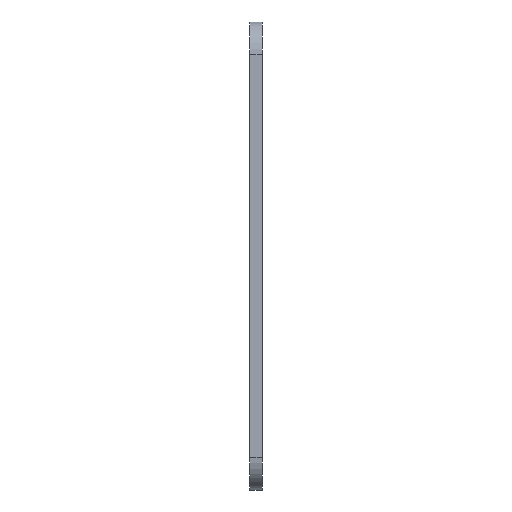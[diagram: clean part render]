
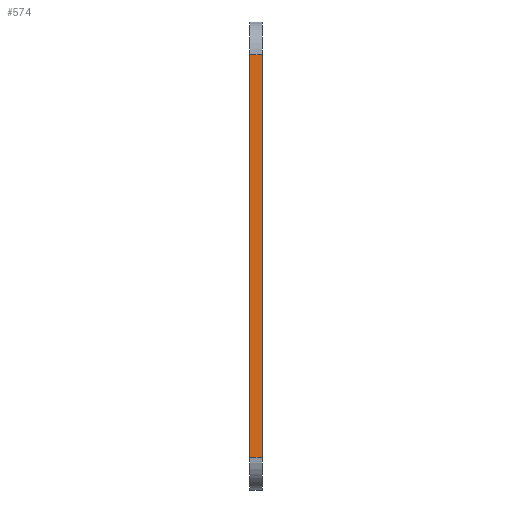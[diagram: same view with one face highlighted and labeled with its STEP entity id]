
A CAD part, left-side view. The second image highlights one B-rep face of the part: STEP entity #574.
In plain terms, the highlighted planar face has unit normal (-1, 0, 0).
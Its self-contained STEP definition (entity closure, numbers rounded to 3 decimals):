
#34 = EDGE_CURVE ( 'NONE', #488, #504, #670, .T. ) ;
#40 = CARTESIAN_POINT ( 'NONE',  ( -45., 0., 25.825 ) ) ;
#43 = CARTESIAN_POINT ( 'NONE',  ( -45., 1.59, -25.825 ) ) ;
#49 = EDGE_CURVE ( 'NONE', #504, #728, #635, .T. ) ;
#54 = EDGE_LOOP ( 'NONE', ( #694, #520, #254, #123 ) ) ;
#57 = VECTOR ( 'NONE', #107, 1000. ) ;
#94 = CARTESIAN_POINT ( 'NONE',  ( -45., 1.59, 25.825 ) ) ;
#102 = CARTESIAN_POINT ( 'NONE',  ( -45., 1.59, -25.825 ) ) ;
#107 = DIRECTION ( 'NONE',  ( 0., -1., 0. ) ) ;
#123 = ORIENTED_EDGE ( 'NONE', *, *, #34, .T. ) ;
#126 = VECTOR ( 'NONE', #341, 1000. ) ;
#162 = DIRECTION ( 'NONE',  ( 0., 0., 1. ) ) ;
#166 = DIRECTION ( 'NONE',  ( 0., 0., -1. ) ) ;
#254 = ORIENTED_EDGE ( 'NONE', *, *, #537, .F. ) ;
#257 = VECTOR ( 'NONE', #162, 1000. ) ;
#341 = DIRECTION ( 'NONE',  ( 0., -1., 0. ) ) ;
#471 = CARTESIAN_POINT ( 'NONE',  ( -45., 0., -25.825 ) ) ;
#474 = FACE_OUTER_BOUND ( 'NONE', #54, .T. ) ;
#477 = CARTESIAN_POINT ( 'NONE',  ( -45., 1.59, -25.825 ) ) ;
#488 = VERTEX_POINT ( 'NONE', #43 ) ;
#504 = VERTEX_POINT ( 'NONE', #471 ) ;
#520 = ORIENTED_EDGE ( 'NONE', *, *, #569, .F. ) ;
#535 = CARTESIAN_POINT ( 'NONE',  ( -45., 0., -25.825 ) ) ;
#537 = EDGE_CURVE ( 'NONE', #488, #802, #810, .T. ) ;
#569 = EDGE_CURVE ( 'NONE', #802, #728, #594, .T. ) ;
#574 = ADVANCED_FACE ( 'NONE', ( #474 ), #817, .F. ) ;
#594 = LINE ( 'NONE', #601, #57 ) ;
#595 = AXIS2_PLACEMENT_3D ( 'NONE', #731, #606, #166 ) ;
#601 = CARTESIAN_POINT ( 'NONE',  ( -45., 1.59, 25.825 ) ) ;
#606 = DIRECTION ( 'NONE',  ( 1., 0., 0. ) ) ;
#617 = VECTOR ( 'NONE', #709, 1000. ) ;
#635 = LINE ( 'NONE', #535, #617 ) ;
#670 = LINE ( 'NONE', #477, #126 ) ;
#694 = ORIENTED_EDGE ( 'NONE', *, *, #49, .T. ) ;
#709 = DIRECTION ( 'NONE',  ( 0., 0., 1. ) ) ;
#728 = VERTEX_POINT ( 'NONE', #40 ) ;
#731 = CARTESIAN_POINT ( 'NONE',  ( -45., 1.59, -25.825 ) ) ;
#802 = VERTEX_POINT ( 'NONE', #94 ) ;
#810 = LINE ( 'NONE', #102, #257 ) ;
#817 = PLANE ( 'NONE',  #595 ) ;
